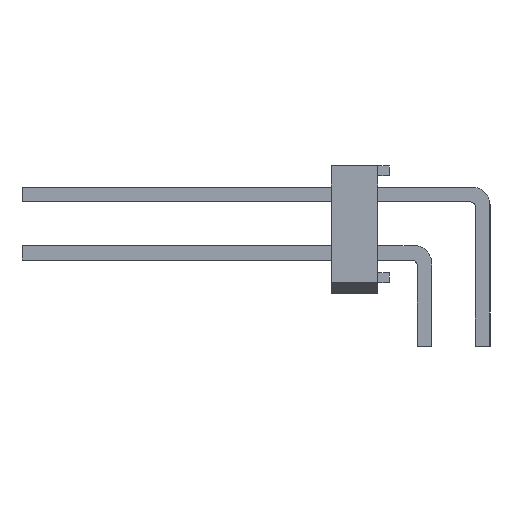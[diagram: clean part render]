
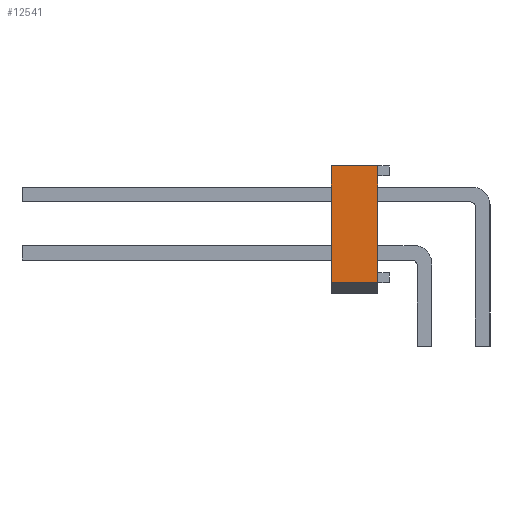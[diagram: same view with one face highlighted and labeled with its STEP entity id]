
A CAD part, left-side view. The second image highlights one B-rep face of the part: STEP entity #12541.
In plain terms, the highlighted face is planar.
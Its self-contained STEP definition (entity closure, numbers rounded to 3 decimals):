
#6488 = VERTEX_POINT('',#6489);
#6489 = CARTESIAN_POINT('',(12.7,2.54,-2.54));
#6495 = EDGE_CURVE('',#6488,#6496,#6498,.T.);
#6496 = VERTEX_POINT('',#6497);
#6497 = CARTESIAN_POINT('',(12.7,0.508,-2.54));
#6498 = LINE('',#6499,#6500);
#6499 = CARTESIAN_POINT('',(12.7,2.54,-2.54));
#6500 = VECTOR('',#6501,1.);
#6501 = DIRECTION('',(0.,-1.,0.));
#12506 = VERTEX_POINT('',#12507);
#12507 = CARTESIAN_POINT('',(12.7,0.508,2.54));
#12515 = EDGE_CURVE('',#12516,#12506,#12518,.T.);
#12516 = VERTEX_POINT('',#12517);
#12517 = CARTESIAN_POINT('',(12.7,2.54,2.54));
#12518 = LINE('',#12519,#12520);
#12519 = CARTESIAN_POINT('',(12.7,2.54,2.54));
#12520 = VECTOR('',#12521,1.);
#12521 = DIRECTION('',(0.,-1.,0.));
#12541 = ADVANCED_FACE('',(#12542),#12558,.F.);
#12542 = FACE_BOUND('',#12543,.T.);
#12543 = EDGE_LOOP('',(#12544,#12550,#12551,#12557));
#12544 = ORIENTED_EDGE('',*,*,#12545,.F.);
#12545 = EDGE_CURVE('',#6496,#12506,#12546,.T.);
#12546 = LINE('',#12547,#12548);
#12547 = CARTESIAN_POINT('',(12.7,0.508,2.54));
#12548 = VECTOR('',#12549,1.);
#12549 = DIRECTION('',(0.,0.,1.));
#12550 = ORIENTED_EDGE('',*,*,#6495,.F.);
#12551 = ORIENTED_EDGE('',*,*,#12552,.F.);
#12552 = EDGE_CURVE('',#12516,#6488,#12553,.T.);
#12553 = LINE('',#12554,#12555);
#12554 = CARTESIAN_POINT('',(12.7,2.54,2.54));
#12555 = VECTOR('',#12556,1.);
#12556 = DIRECTION('',(0.,0.,-1.));
#12557 = ORIENTED_EDGE('',*,*,#12515,.T.);
#12558 = PLANE('',#12559);
#12559 = AXIS2_PLACEMENT_3D('',#12560,#12561,#12562);
#12560 = CARTESIAN_POINT('',(12.7,2.54,2.54));
#12561 = DIRECTION('',(-1.,0.,0.));
#12562 = DIRECTION('',(0.,0.,1.));
